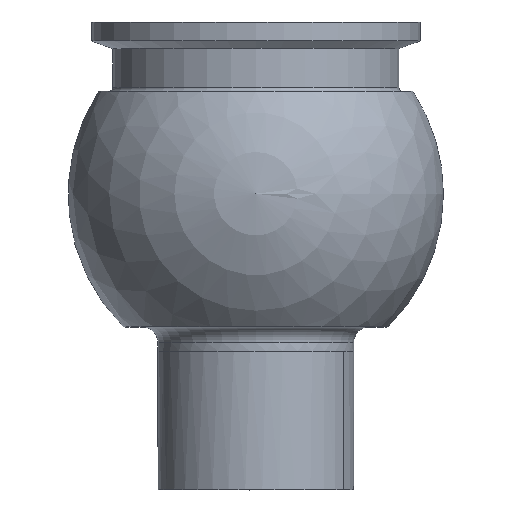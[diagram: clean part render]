
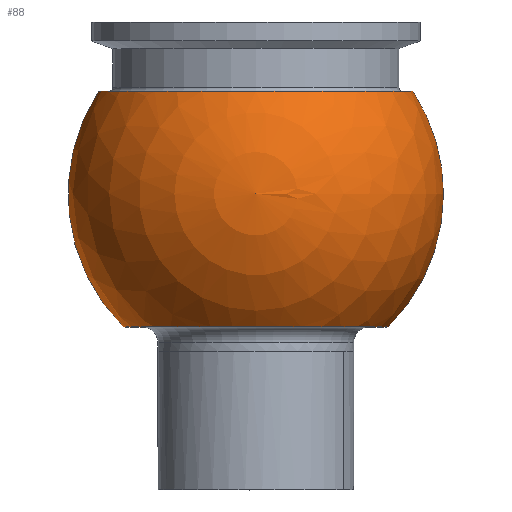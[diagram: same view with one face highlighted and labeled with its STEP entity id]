
A CAD part, top view. The second image highlights one B-rep face of the part: STEP entity #88.
In plain terms, the highlighted spherical face has radius 36.5 mm.
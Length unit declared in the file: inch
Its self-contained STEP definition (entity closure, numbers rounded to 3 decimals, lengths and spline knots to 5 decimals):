
#15 = CIRCLE ( 'NONE', #188, 1.01422 ) ;
#20 = CARTESIAN_POINT ( 'NONE',  ( -1.01422, -1.018, 0. ) ) ;
#22 = CARTESIAN_POINT ( 'NONE',  ( 0., 0.785, 0. ) ) ;
#27 = FACE_OUTER_BOUND ( 'NONE', #113, .T. ) ;
#42 = EDGE_CURVE ( 'NONE', #207, #245, #56, .T. ) ;
#55 = DIRECTION ( 'NONE',  ( 1., 0., 0. ) ) ;
#56 = CIRCLE ( 'NONE', #463, 1.437 ) ;
#71 = AXIS2_PLACEMENT_3D ( 'NONE', #117, #497, #55 ) ;
#83 = DIRECTION ( 'NONE',  ( -1., 0., 0. ) ) ;
#88 = ADVANCED_FACE ( 'NONE', ( #27 ), #535, .T. ) ;
#91 = ORIENTED_EDGE ( 'NONE', *, *, #139, .T. ) ;
#113 = EDGE_LOOP ( 'NONE', ( #270, #91, #578, #400 ) ) ;
#117 = CARTESIAN_POINT ( 'NONE',  ( 0., 0., 0. ) ) ;
#139 = EDGE_CURVE ( 'NONE', #207, #242, #15, .T. ) ;
#174 = VERTEX_POINT ( 'NONE', #195 ) ;
#188 = AXIS2_PLACEMENT_3D ( 'NONE', #502, #253, #537 ) ;
#195 = CARTESIAN_POINT ( 'NONE',  ( 1.20364, 0.785, 0. ) ) ;
#207 = VERTEX_POINT ( 'NONE', #20 ) ;
#214 = CIRCLE ( 'NONE', #395, 1.20364 ) ;
#237 = DIRECTION ( 'NONE',  ( -1., 0., 0. ) ) ;
#242 = VERTEX_POINT ( 'NONE', #305 ) ;
#245 = VERTEX_POINT ( 'NONE', #447 ) ;
#253 = DIRECTION ( 'NONE',  ( 0., 1., 0. ) ) ;
#256 = EDGE_CURVE ( 'NONE', #245, #174, #214, .T. ) ;
#267 = DIRECTION ( 'NONE',  ( 0., 0., 1. ) ) ;
#270 = ORIENTED_EDGE ( 'NONE', *, *, #42, .F. ) ;
#292 = CARTESIAN_POINT ( 'NONE',  ( 0., 0., 0. ) ) ;
#305 = CARTESIAN_POINT ( 'NONE',  ( 1.01422, -1.018, 0. ) ) ;
#310 = EDGE_CURVE ( 'NONE', #242, #174, #575, .T. ) ;
#395 = AXIS2_PLACEMENT_3D ( 'NONE', #22, #405, #83 ) ;
#400 = ORIENTED_EDGE ( 'NONE', *, *, #256, .F. ) ;
#405 = DIRECTION ( 'NONE',  ( 0., 1., 0. ) ) ;
#447 = CARTESIAN_POINT ( 'NONE',  ( -1.20364, 0.785, 0. ) ) ;
#463 = AXIS2_PLACEMENT_3D ( 'NONE', #292, #530, #237 ) ;
#497 = DIRECTION ( 'NONE',  ( 0., 0., -1. ) ) ;
#502 = CARTESIAN_POINT ( 'NONE',  ( 0., -1.018, 0. ) ) ;
#513 = CARTESIAN_POINT ( 'NONE',  ( 0., 0., 0. ) ) ;
#514 = AXIS2_PLACEMENT_3D ( 'NONE', #513, #267, #551 ) ;
#530 = DIRECTION ( 'NONE',  ( 0., 0., -1. ) ) ;
#535 = SPHERICAL_SURFACE ( 'NONE', #71, 1.437 ) ;
#537 = DIRECTION ( 'NONE',  ( -1., 0., 0. ) ) ;
#551 = DIRECTION ( 'NONE',  ( 1., 0., 0. ) ) ;
#575 = CIRCLE ( 'NONE', #514, 1.437 ) ;
#578 = ORIENTED_EDGE ( 'NONE', *, *, #310, .T. ) ;
